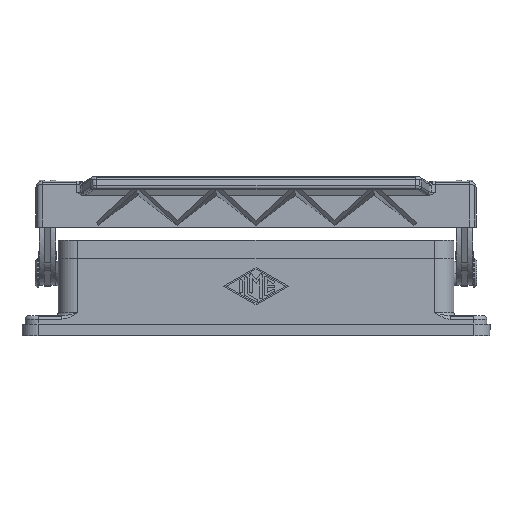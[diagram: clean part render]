
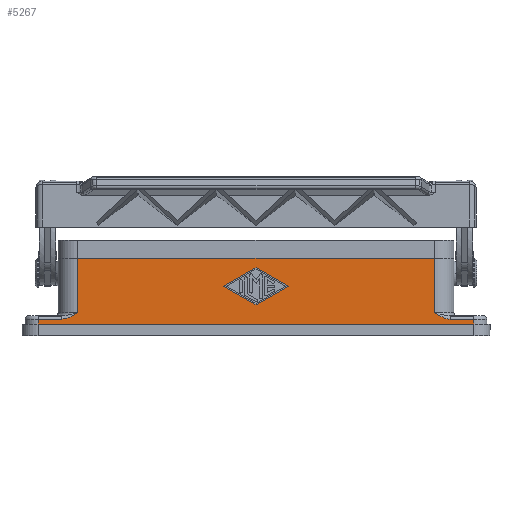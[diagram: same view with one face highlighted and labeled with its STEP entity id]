
A CAD part, front view. The second image highlights one B-rep face of the part: STEP entity #5267.
In plain terms, the highlighted planar face has unit normal (0, -1, 0).
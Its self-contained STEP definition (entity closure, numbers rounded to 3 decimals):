
#4395=CARTESIAN_POINT('',(-9.75,-21.75,15.));
#4396=VERTEX_POINT('',#4395);
#4403=CARTESIAN_POINT('',(0.,-21.75,9.375));
#4404=VERTEX_POINT('',#4403);
#4405=CARTESIAN_POINT('',(0.,-21.75,9.375));
#4406=DIRECTION('',(-0.866,0.0,0.5));
#4407=VECTOR('',#4406,11.256);
#4408=LINE('',#4405,#4407);
#4409=EDGE_CURVE('',#4404,#4396,#4408,.T.);
#4434=CARTESIAN_POINT('',(9.75,-21.75,15.));
#4435=VERTEX_POINT('',#4434);
#4436=CARTESIAN_POINT('',(9.75,-21.75,15.));
#4437=DIRECTION('',(-0.866,0.0,-0.5));
#4438=VECTOR('',#4437,11.256);
#4439=LINE('',#4436,#4438);
#4440=EDGE_CURVE('',#4435,#4404,#4439,.T.);
#4465=CARTESIAN_POINT('',(0.,-21.75,20.625));
#4466=VERTEX_POINT('',#4465);
#4467=CARTESIAN_POINT('',(0.,-21.75,20.625));
#4468=DIRECTION('',(0.866,0.0,-0.5));
#4469=VECTOR('',#4468,11.256);
#4470=LINE('',#4467,#4469);
#4471=EDGE_CURVE('',#4466,#4435,#4470,.T.);
#4494=CARTESIAN_POINT('',(-9.75,-21.75,15.));
#4495=DIRECTION('',(0.866,0.0,0.5));
#4496=VECTOR('',#4495,11.256);
#4497=LINE('',#4494,#4496);
#4498=EDGE_CURVE('',#4396,#4466,#4497,.T.);
#5160=CARTESIAN_POINT('',(54.25,-21.75,1.5));
#5161=DIRECTION('',(0.0,-1.0,0.0));
#5162=DIRECTION('',(0.0,0.0,-1.0));
#5163=AXIS2_PLACEMENT_3D('',#5160,#5161,#5162);
#5164=PLANE('',#5163);
#5165=CARTESIAN_POINT('',(59.149,-21.75,5.));
#5166=VERTEX_POINT('',#5165);
#5167=CARTESIAN_POINT('',(66.25,-21.75,5.));
#5168=VERTEX_POINT('',#5167);
#5169=CARTESIAN_POINT('',(59.149,-21.75,5.));
#5170=DIRECTION('',(1.0,0.0,0.0));
#5171=VECTOR('',#5170,7.101);
#5172=LINE('',#5169,#5171);
#5173=EDGE_CURVE('',#5166,#5168,#5172,.T.);
#5174=ORIENTED_EDGE('',*,*,#5173,.F.);
#5175=CARTESIAN_POINT('',(54.25,-21.75,7.));
#5176=VERTEX_POINT('',#5175);
#5177=CARTESIAN_POINT('',(54.25,-21.75,7.));
#5178=CARTESIAN_POINT('',(54.785,-21.75,6.662));
#5179=CARTESIAN_POINT('',(55.325,-21.75,6.32));
#5180=CARTESIAN_POINT('',(56.384,-21.75,5.739));
#5181=CARTESIAN_POINT('',(56.9,-21.75,5.493));
#5182=CARTESIAN_POINT('',(57.777,-21.75,5.195));
#5183=CARTESIAN_POINT('',(58.127,-21.75,5.104));
#5184=CARTESIAN_POINT('',(58.703,-21.75,5.018));
#5185=CARTESIAN_POINT('',(58.926,-21.75,5.));
#5186=CARTESIAN_POINT('',(59.149,-21.75,5.));
#5187=B_SPLINE_CURVE_WITH_KNOTS('',3,(#5177,#5178,#5179,#5180,#5181,#5182,#5183,#5184,#5185,#5186),.UNSPECIFIED.,.F.,.U.,(4,2,2,2,4),(-0.001,0.189,0.36,0.467,0.534),.UNSPECIFIED.);
#5188=EDGE_CURVE('',#5176,#5166,#5187,.T.);
#5189=ORIENTED_EDGE('',*,*,#5188,.F.);
#5190=CARTESIAN_POINT('',(54.25,-21.75,23.5));
#5191=VERTEX_POINT('',#5190);
#5192=CARTESIAN_POINT('',(54.25,-21.75,7.));
#5193=DIRECTION('',(0.0,0.0,1.0));
#5194=VECTOR('',#5193,16.5);
#5195=LINE('',#5192,#5194);
#5196=EDGE_CURVE('',#5176,#5191,#5195,.T.);
#5197=ORIENTED_EDGE('',*,*,#5196,.T.);
#5198=CARTESIAN_POINT('',(-54.25,-21.75,23.5));
#5199=VERTEX_POINT('',#5198);
#5200=CARTESIAN_POINT('',(54.25,-21.75,23.5));
#5201=DIRECTION('',(-1.0,0.0,0.0));
#5202=VECTOR('',#5201,108.5);
#5203=LINE('',#5200,#5202);
#5204=EDGE_CURVE('',#5191,#5199,#5203,.T.);
#5205=ORIENTED_EDGE('',*,*,#5204,.T.);
#5206=CARTESIAN_POINT('',(-54.25,-21.75,7.));
#5207=VERTEX_POINT('',#5206);
#5208=CARTESIAN_POINT('',(-54.25,-21.75,7.));
#5209=DIRECTION('',(0.0,0.0,1.0));
#5210=VECTOR('',#5209,16.5);
#5211=LINE('',#5208,#5210);
#5212=EDGE_CURVE('',#5207,#5199,#5211,.T.);
#5213=ORIENTED_EDGE('',*,*,#5212,.F.);
#5214=CARTESIAN_POINT('',(-59.149,-21.75,5.));
#5215=VERTEX_POINT('',#5214);
#5216=CARTESIAN_POINT('',(-59.149,-21.75,5.));
#5217=CARTESIAN_POINT('',(-58.926,-21.75,5.));
#5218=CARTESIAN_POINT('',(-58.703,-21.75,5.018));
#5219=CARTESIAN_POINT('',(-58.127,-21.75,5.104));
#5220=CARTESIAN_POINT('',(-57.777,-21.75,5.195));
#5221=CARTESIAN_POINT('',(-56.9,-21.75,5.493));
#5222=CARTESIAN_POINT('',(-56.384,-21.75,5.739));
#5223=CARTESIAN_POINT('',(-55.325,-21.75,6.32));
#5224=CARTESIAN_POINT('',(-54.785,-21.75,6.662));
#5225=CARTESIAN_POINT('',(-54.25,-21.75,7.));
#5226=B_SPLINE_CURVE_WITH_KNOTS('',3,(#5216,#5217,#5218,#5219,#5220,#5221,#5222,#5223,#5224,#5225),.UNSPECIFIED.,.F.,.U.,(4,2,2,2,4),(0.,0.067,0.174,0.345,0.535),.UNSPECIFIED.);
#5227=EDGE_CURVE('',#5215,#5207,#5226,.T.);
#5228=ORIENTED_EDGE('',*,*,#5227,.F.);
#5229=CARTESIAN_POINT('',(-66.25,-21.75,5.));
#5230=VERTEX_POINT('',#5229);
#5231=CARTESIAN_POINT('',(-66.25,-21.75,5.));
#5232=DIRECTION('',(1.0,0.0,0.0));
#5233=VECTOR('',#5232,7.101);
#5234=LINE('',#5231,#5233);
#5235=EDGE_CURVE('',#5230,#5215,#5234,.T.);
#5236=ORIENTED_EDGE('',*,*,#5235,.F.);
#5237=CARTESIAN_POINT('',(-66.25,-21.75,3.5));
#5238=VERTEX_POINT('',#5237);
#5239=CARTESIAN_POINT('',(-66.25,-21.75,3.5));
#5240=DIRECTION('',(0.0,0.0,1.0));
#5241=VECTOR('',#5240,1.5);
#5242=LINE('',#5239,#5241);
#5243=EDGE_CURVE('',#5238,#5230,#5242,.T.);
#5244=ORIENTED_EDGE('',*,*,#5243,.F.);
#5245=CARTESIAN_POINT('',(66.25,-21.75,3.5));
#5246=VERTEX_POINT('',#5245);
#5247=CARTESIAN_POINT('',(66.25,-21.75,3.5));
#5248=DIRECTION('',(-1.0,0.0,0.0));
#5249=VECTOR('',#5248,132.5);
#5250=LINE('',#5247,#5249);
#5251=EDGE_CURVE('',#5246,#5238,#5250,.T.);
#5252=ORIENTED_EDGE('',*,*,#5251,.F.);
#5253=CARTESIAN_POINT('',(66.25,-21.75,3.5));
#5254=DIRECTION('',(0.0,0.0,1.0));
#5255=VECTOR('',#5254,1.5);
#5256=LINE('',#5253,#5255);
#5257=EDGE_CURVE('',#5246,#5168,#5256,.T.);
#5258=ORIENTED_EDGE('',*,*,#5257,.T.);
#5259=EDGE_LOOP('',(#5174,#5189,#5197,#5205,#5213,#5228,#5236,#5244,#5252,#5258));
#5260=FACE_OUTER_BOUND('',#5259,.T.);
#5261=ORIENTED_EDGE('',*,*,#4409,.T.);
#5262=ORIENTED_EDGE('',*,*,#4498,.T.);
#5263=ORIENTED_EDGE('',*,*,#4471,.T.);
#5264=ORIENTED_EDGE('',*,*,#4440,.T.);
#5265=EDGE_LOOP('',(#5261,#5262,#5263,#5264));
#5266=FACE_BOUND('',#5265,.T.);
#5267=ADVANCED_FACE('',(#5260,#5266),#5164,.T.);
